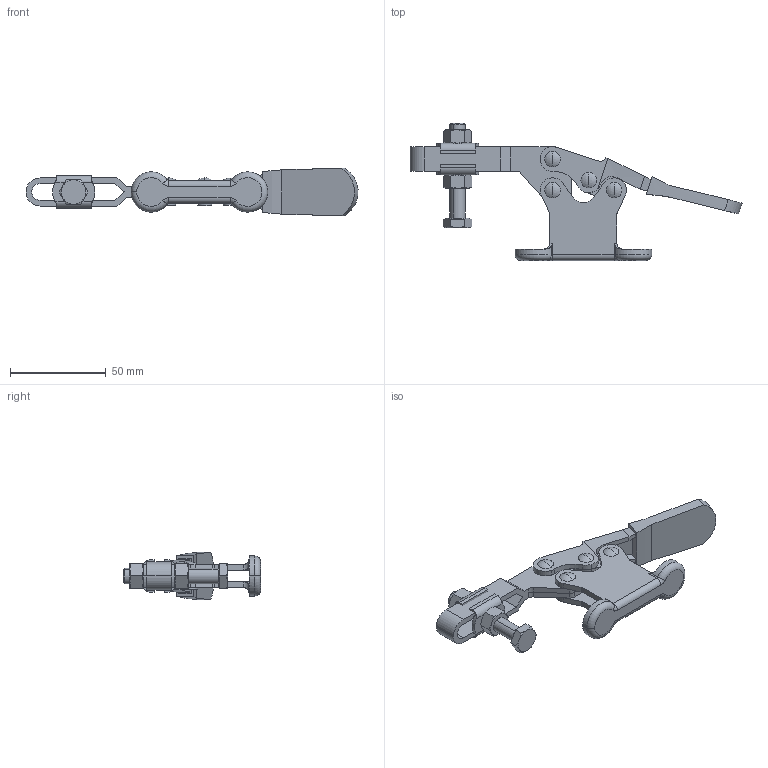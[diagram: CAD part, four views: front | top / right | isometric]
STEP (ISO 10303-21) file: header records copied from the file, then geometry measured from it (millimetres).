
FILE_DESCRIPTION (( 'STEP AP214' ), '1' );
FILE_NAME ('GH-225-DNB(Â²¤Æ)-1.STEP', '2020-07-17T01:27:58', ( 'LinWei' ), ( '' ), 'SwSTEP 2.0', 'SolidWorks 2016', '' );
FILE_SCHEMA (( 'AUTOMOTIVE_DESIGN' ));
Length unit declared in the file: millimetre
Products named in the file (6): Group1^GH-225-DNB(簡化); Group2^GH-225-DNB(簡化); 1225D08-1^GH-225-DNB(簡化)-1; 1225D05-1^GH-225-DNB(簡化)-1; Group1^GH-225-DNB(簡化)-1; GH-225-DNB(簡化)-1
Assembly tree (5 placements, depth 2):
  GH-225-DNB(簡化)-1
    Group1^GH-225-DNB(簡化)-1
    1225D05-1^GH-225-DNB(簡化)-1
    1225D08-1^GH-225-DNB(簡化)-1
    Group2^GH-225-DNB(簡化)
    Group1^GH-225-DNB(簡化)
Bounding box: 173.52 x 71.65 x 24.87 mm (x, y, z)
Volume: 27936.9 mm3; surface area: 28391.3 mm2
Topology: 4 solids, 7 shells, 307 faces, 817 edges, 535 vertices
Faces by surface type: cylinder 145, plane 122, cone 12, bspline 11, torus 9, sphere 8
Entity records: 11634 total; most frequent: CARTESIAN_POINT 2879, ORIENTED_EDGE 1620, DIRECTION 1579, EDGE_CURVE 813, AXIS2_PLACEMENT_3D 599, VERTEX_POINT 535, VECTOR 381, LINE 381
